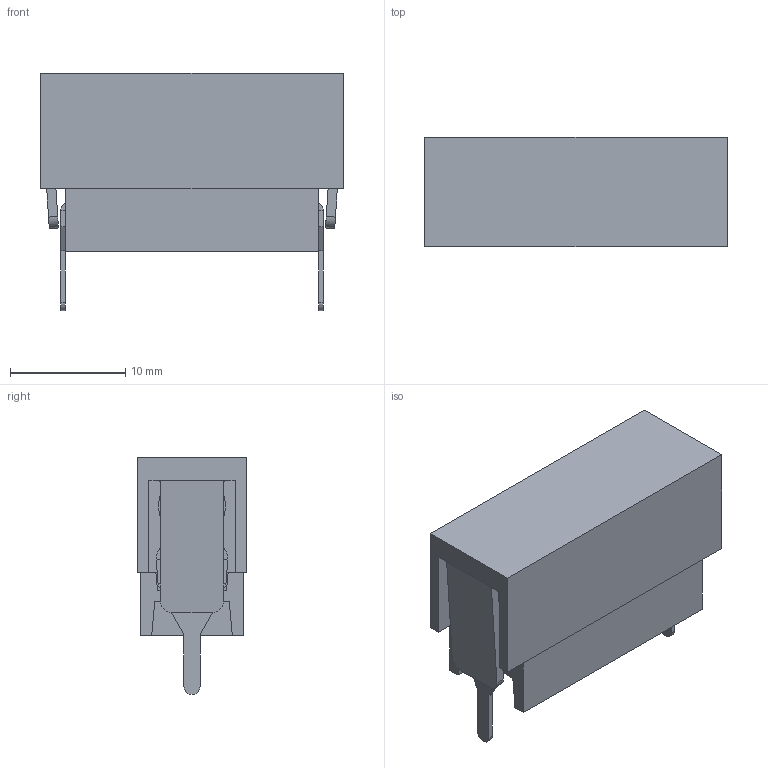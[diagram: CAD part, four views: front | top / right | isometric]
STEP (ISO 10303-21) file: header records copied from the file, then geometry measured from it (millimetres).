
FILE_DESCRIPTION(('STEP AP214'), '1');
FILE_NAME('FH-102C', '', ('UNSPECIFIED'), ('UNSPECIFIED'), 'ASCON STEP Converter 1.3', 'ASCON Math Kernel', '');
FILE_SCHEMA(('AUTOMOTIVE_DESIGN { 1 0 10303 214 3 1 1}'));
Length unit declared in the file: millimetre
Assembly tree (3 placements, depth 2):
  (unnamed)
    (unnamed)
    (unnamed)
    (unnamed)
Bounding box: 26.3 x 9.5 x 20.6 mm (x, y, z)
Volume: 1747 mm3; surface area: 4688.9 mm2
Topology: 8 solids, 8 shells, 374 faces, 922 edges, 560 vertices
Faces by surface type: plane 276, cylinder 84, sphere 6, torus 4, revolution 4
Full cylindrical faces by diameter (mm): 0.1 x1, 3.1 x1, 3.8 x1, 4.8 x3, 5 x2
Entity records: 14478 total; most frequent: CARTESIAN_POINT 2470, DIRECTION 1816, ORIENTED_EDGE 1788, EDGE_CURVE 894, LINE 668, VECTOR 668, AXIS2_PLACEMENT_3D 572, VERTEX_POINT 554
